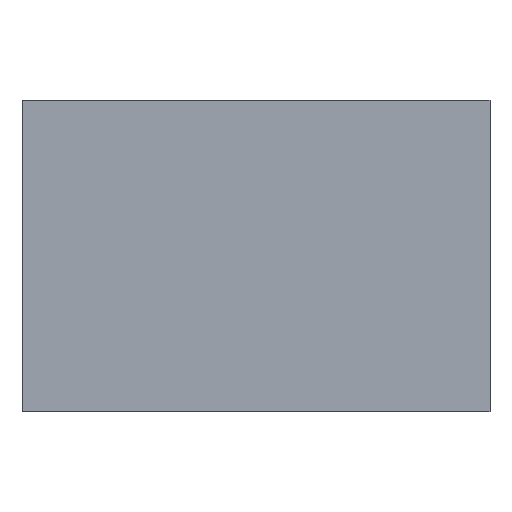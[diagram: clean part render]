
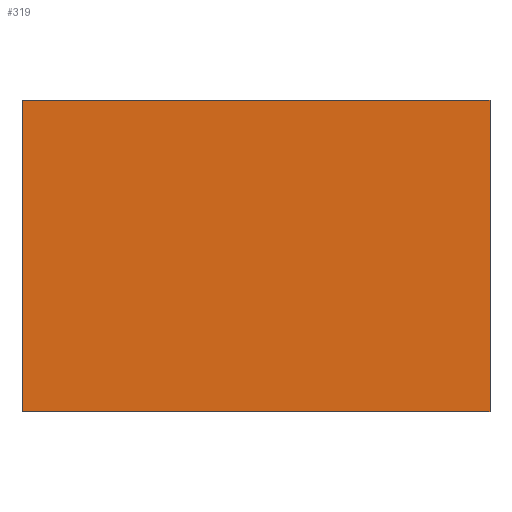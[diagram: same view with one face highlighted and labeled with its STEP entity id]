
A CAD part, front view. The second image highlights one B-rep face of the part: STEP entity #319.
In plain terms, the highlighted planar face has unit normal (0, -1, 0).
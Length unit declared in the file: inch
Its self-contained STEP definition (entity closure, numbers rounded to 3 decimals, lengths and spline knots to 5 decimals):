
#18=LINE('',#488,#30);
#20=LINE('',#528,#32);
#25=LINE('',#536,#37);
#26=LINE('',#537,#38);
#30=VECTOR('',#397,0.5);
#32=VECTOR('',#443,0.5);
#37=VECTOR('',#452,0.75);
#38=VECTOR('',#453,0.75);
#42=PLANE('',#361);
#98=FACE_OUTER_BOUND('',#142,.T.);
#142=EDGE_LOOP('',(#282,#283,#284,#285));
#178=VERTEX_POINT('',#481);
#181=VERTEX_POINT('',#486);
#196=VERTEX_POINT('',#525);
#197=VERTEX_POINT('',#527);
#210=EDGE_CURVE('',#178,#181,#18,.T.);
#225=EDGE_CURVE('',#196,#197,#20,.T.);
#230=EDGE_CURVE('',#196,#178,#25,.T.);
#231=EDGE_CURVE('',#197,#181,#26,.T.);
#282=ORIENTED_EDGE('',*,*,#230,.T.);
#283=ORIENTED_EDGE('',*,*,#210,.T.);
#284=ORIENTED_EDGE('',*,*,#231,.F.);
#285=ORIENTED_EDGE('',*,*,#225,.F.);
#319=ADVANCED_FACE('',(#98),#42,.T.);
#361=AXIS2_PLACEMENT_3D('',#535,#450,#451);
#397=DIRECTION('',(0.,0.,1.));
#443=DIRECTION('',(0.,0.,1.));
#450=DIRECTION('center_axis',(0.,-1.,0.));
#451=DIRECTION('ref_axis',(1.,0.,0.));
#452=DIRECTION('',(1.,0.,0.));
#453=DIRECTION('',(1.,0.,0.));
#481=CARTESIAN_POINT('',(0.75,0.,0.));
#486=CARTESIAN_POINT('',(0.75,0.,0.5));
#488=CARTESIAN_POINT('',(0.75,0.,0.));
#525=CARTESIAN_POINT('',(0.,0.,0.));
#527=CARTESIAN_POINT('',(0.,0.,0.5));
#528=CARTESIAN_POINT('',(0.,0.,0.));
#535=CARTESIAN_POINT('Origin',(0.,0.,0.));
#536=CARTESIAN_POINT('',(0.,0.,0.));
#537=CARTESIAN_POINT('',(0.,0.,0.5));
